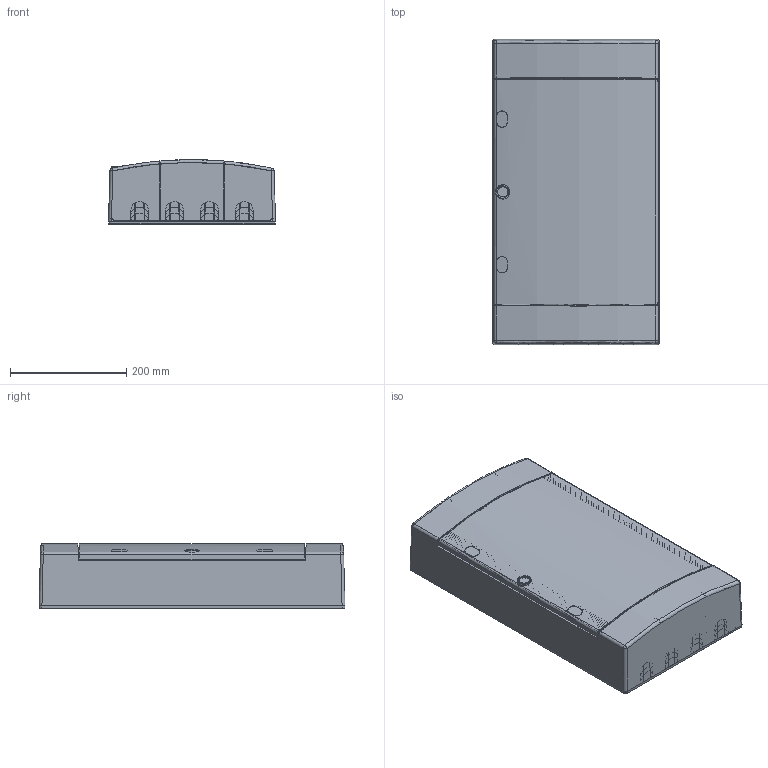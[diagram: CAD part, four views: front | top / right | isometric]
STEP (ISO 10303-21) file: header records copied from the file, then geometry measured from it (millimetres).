
FILE_DESCRIPTION (( 'STEP AP203' ), '1' );
FILE_NAME ('N36C.STEP', '2020-05-09T22:08:25', ( '' ), ( '' ), 'SwSTEP 2.0', 'SolidWorks 2019', '' );
FILE_SCHEMA (( 'CONFIG_CONTROL_DESIGN' ));
Products named in the file (4): N36C; Maskla N36-C produzeno_konacni izgled; Dno N36-C produzeno; Vrata troredne table
Assembly tree (3 placements, depth 2):
  N36C
    Dno N36-C produzeno
    Maskla N36-C produzeno_konacni izgled
    Vrata troredne table
Bounding box: 286.8 x 525.6 x 111.57 mm (x, y, z)
Volume: 1289937.4 mm3; surface area: 1248826.7 mm2
Topology: 3 solids, 3 shells, 2927 faces, 8259 edges, 5436 vertices
Faces by surface type: plane 2032, cylinder 640, cone 198, bspline 46, sphere 8, torus 3
Entity records: 98404 total; most frequent: CARTESIAN_POINT 22255, ORIENTED_EDGE 16328, DIRECTION 15317, EDGE_CURVE 8164, VECTOR 5589, LINE 5589, VERTEX_POINT 5397, AXIS2_PLACEMENT_3D 4864
